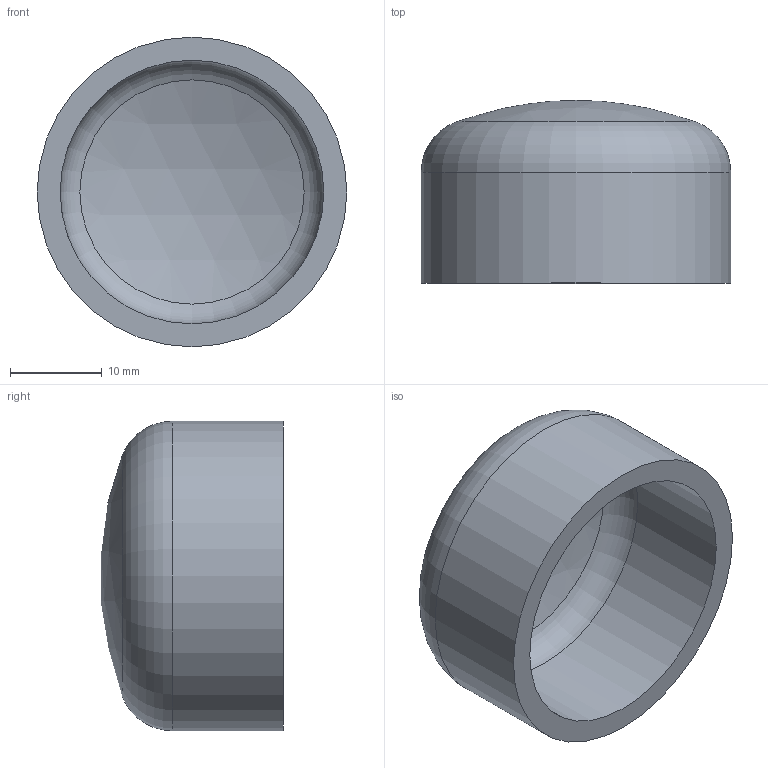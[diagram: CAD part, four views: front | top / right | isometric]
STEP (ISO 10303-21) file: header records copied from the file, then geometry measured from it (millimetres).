
FILE_DESCRIPTION (( 'STEP AP203' ), '1' );
FILE_NAME ('60281-240-34.STEP', '2022-07-14T13:39:03', ( '' ), ( '' ), 'SwSTEP 2.0', 'SolidWorks 2018', '' );
FILE_SCHEMA (( 'CONFIG_CONTROL_DESIGN' ));
Length unit declared in the file: millimetre
Products named in the file (1): 60281-240-34
Bounding box: 33.7 x 19.9 x 33.7 mm (x, y, z)
Volume: 5536.5 mm3; surface area: 4696.7 mm2
Topology: 1 solids, 1 shells, 313 faces, 838 edges, 558 vertices
Faces by surface type: bspline 138, plane 135, cylinder 36, sphere 2, torus 2
Full cylindrical faces by diameter (mm): 28.7 x1, 33.7 x1
Entity records: 14778 total; most frequent: CARTESIAN_POINT 7886, ORIENTED_EDGE 1644, DIRECTION 994, EDGE_CURVE 822, VERTEX_POINT 550, LINE 392, VECTOR 392, EDGE_LOOP 346
